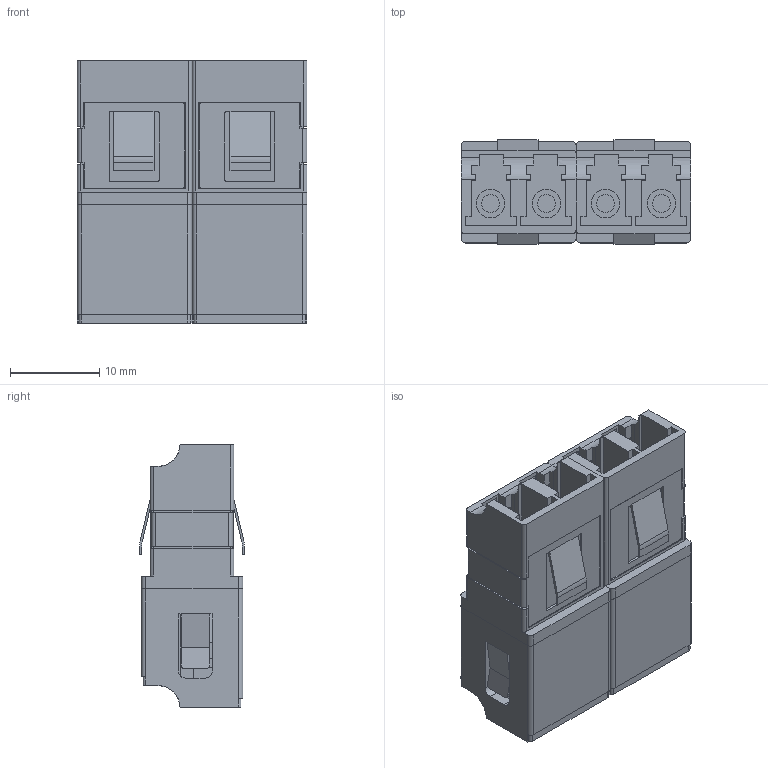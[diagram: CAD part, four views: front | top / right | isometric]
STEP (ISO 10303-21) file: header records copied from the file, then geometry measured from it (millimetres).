
FILE_DESCRIPTION (( 'STEP AP214' ), '1' );
FILE_NAME ('FOA-817-GRN_3D.STEP', '2022-02-14T18:17:04', ( '' ), ( '' ), 'SwSTEP 2.0', 'SolidWorks 2021', '' );
FILE_SCHEMA (( 'AUTOMOTIVE_DESIGN' ));
Length unit declared in the file: inch
Products named in the file (3): FOA-817-GRN; FOA-817-GRN_3D; FOA-985_MOUNTING CLIP_VERTICAL
Assembly tree (3 placements, depth 2):
  FOA-817-GRN_3D
    FOA-817-GRN
    FOA-985_MOUNTING CLIP_VERTICAL  x2
Bounding box: 25.7 x 11.71 x 29.34 mm (x, y, z)
Volume: 4216.4 mm3; surface area: 7781.6 mm2
Topology: 8 solids, 8 shells, 750 faces, 2114 edges, 1388 vertices
Faces by surface type: plane 612, cylinder 138
Entity records: 27916 total; most frequent: CARTESIAN_POINT 3914, ORIENTED_EDGE 3838, DIRECTION 3511, EDGE_CURVE 1919, VECTOR 1665, LINE 1665, VERTEX_POINT 1262, AXIS2_PLACEMENT_3D 923
